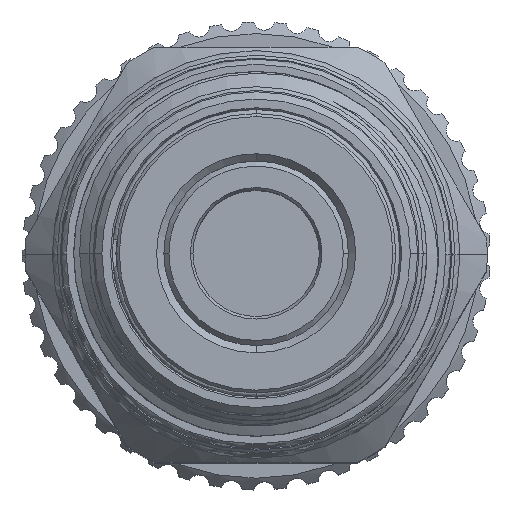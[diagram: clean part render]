
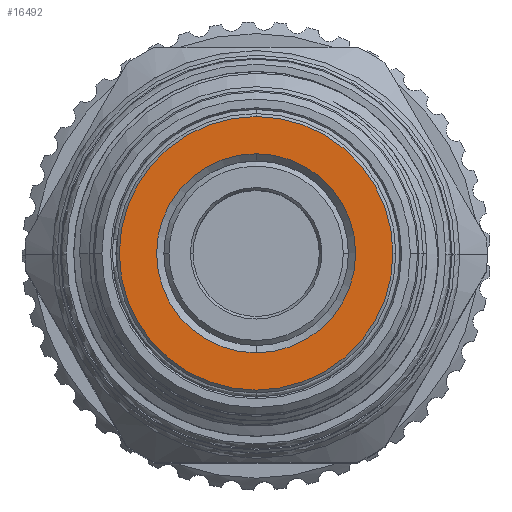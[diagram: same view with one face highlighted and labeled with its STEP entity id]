
A CAD part, top view. The second image highlights one B-rep face of the part: STEP entity #16492.
In plain terms, the highlighted planar face has unit normal (0, 0, 1).
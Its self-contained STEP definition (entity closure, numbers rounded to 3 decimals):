
#3022 = VERTEX_POINT ( 'NONE', #19104 ) ;
#3030 = VERTEX_POINT ( 'NONE', #19090 ) ;
#3717 = EDGE_CURVE ( 'NONE', #3022, #3030, #28366, .T. ) ;
#3719 = EDGE_CURVE ( 'NONE', #33310, #33114, #28341, .T. ) ;
#3758 = EDGE_CURVE ( 'NONE', #3030, #3022, #28318, .T. ) ;
#3762 = EDGE_CURVE ( 'NONE', #33114, #33310, #28790, .T. ) ;
#5877 = FACE_OUTER_BOUND ( 'NONE', #42111, .T. ) ;
#5900 = FACE_BOUND ( 'NONE', #42033, .T. ) ;
#9454 = CARTESIAN_POINT ( 'NONE',  ( 9.615, 0., -98.132 ) ) ;
#9461 = PLANE ( 'NONE',  #41421 ) ;
#9465 = DIRECTION ( 'NONE',  ( 0., 0., 1. ) ) ;
#9467 = DIRECTION ( 'NONE',  ( 1., 0., 0. ) ) ;
#13129 = DIRECTION ( 'NONE',  ( 0., 1., 0. ) ) ;
#13130 = DIRECTION ( 'NONE',  ( 0., -1., 0. ) ) ;
#13131 = DIRECTION ( 'NONE',  ( 0., 0., -1. ) ) ;
#13132 = CARTESIAN_POINT ( 'NONE',  ( 0., 0., -98.132 ) ) ;
#13134 = DIRECTION ( 'NONE',  ( 0., 1., 0. ) ) ;
#13135 = DIRECTION ( 'NONE',  ( 0., 0., -1. ) ) ;
#13136 = CARTESIAN_POINT ( 'NONE',  ( 0., 0., -98.132 ) ) ;
#13696 = CARTESIAN_POINT ( 'NONE',  ( 0., 0., -98.132 ) ) ;
#13743 = DIRECTION ( 'NONE',  ( 0., 0., -1. ) ) ;
#13749 = DIRECTION ( 'NONE',  ( 0., -1., 0. ) ) ;
#13791 = DIRECTION ( 'NONE',  ( 0., 0., -1. ) ) ;
#14301 = CARTESIAN_POINT ( 'NONE',  ( 0., 0., -98.132 ) ) ;
#16492 = ADVANCED_FACE ( 'NONE', ( #5900, #5877 ), #9461, .T. ) ;
#18460 = AXIS2_PLACEMENT_3D ( 'NONE', #13696, #13743, #13749 ) ;
#18461 = AXIS2_PLACEMENT_3D ( 'NONE', #14301, #13791, #13129 ) ;
#18465 = AXIS2_PLACEMENT_3D ( 'NONE', #13132, #13131, #13130 ) ;
#18468 = AXIS2_PLACEMENT_3D ( 'NONE', #13136, #13135, #13134 ) ;
#19090 = CARTESIAN_POINT ( 'NONE',  ( 0., 9.415, -98.132 ) ) ;
#19104 = CARTESIAN_POINT ( 'NONE',  ( 0., -9.415, -98.132 ) ) ;
#27544 = CARTESIAN_POINT ( 'NONE',  ( 0., -6.85, -98.132 ) ) ;
#27635 = CARTESIAN_POINT ( 'NONE',  ( 0., 6.85, -98.132 ) ) ;
#28318 = CIRCLE ( 'NONE', #18461, 9.415 ) ;
#28341 = CIRCLE ( 'NONE', #18465, 6.85 ) ;
#28366 = CIRCLE ( 'NONE', #18468, 9.415 ) ;
#28790 = CIRCLE ( 'NONE', #18460, 6.85 ) ;
#33114 = VERTEX_POINT ( 'NONE', #27544 ) ;
#33310 = VERTEX_POINT ( 'NONE', #27635 ) ;
#41421 = AXIS2_PLACEMENT_3D ( 'NONE', #9454, #9465, #9467 ) ;
#42033 = EDGE_LOOP ( 'NONE', ( #44435, #44437 ) ) ;
#42111 = EDGE_LOOP ( 'NONE', ( #44442, #44444 ) ) ;
#44435 = ORIENTED_EDGE ( 'NONE', *, *, #3762, .T. ) ;
#44437 = ORIENTED_EDGE ( 'NONE', *, *, #3719, .T. ) ;
#44442 = ORIENTED_EDGE ( 'NONE', *, *, #3758, .F. ) ;
#44444 = ORIENTED_EDGE ( 'NONE', *, *, #3717, .F. ) ;
